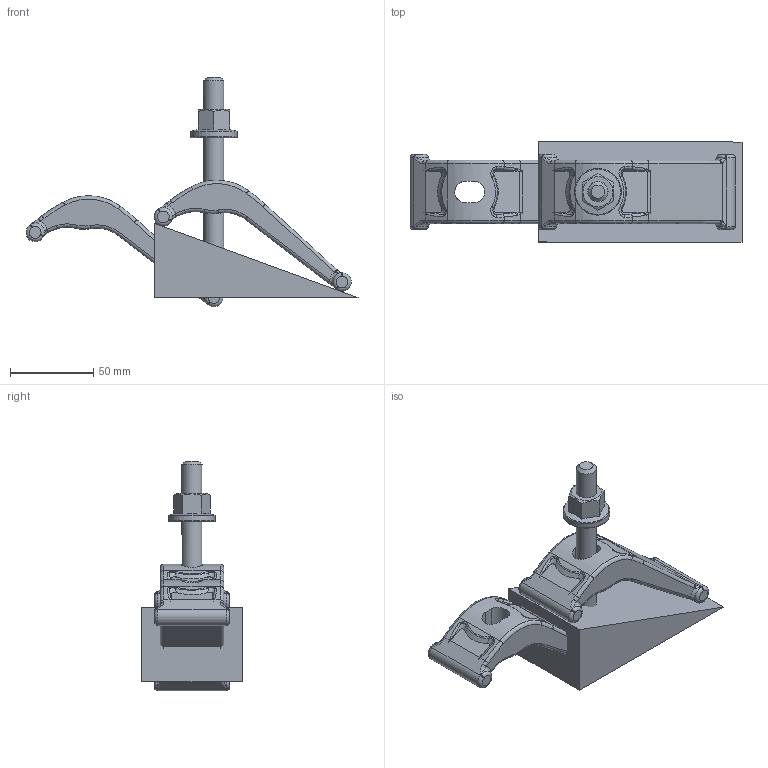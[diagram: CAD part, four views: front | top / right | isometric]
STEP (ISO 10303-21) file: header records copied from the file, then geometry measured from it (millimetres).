
FILE_DESCRIPTION( ( 'Unknown' ), '1' );
FILE_NAME( 'CP20-12125.stp', 'Unknown', ( 'Unknown' ), ( 'Unknown' ), 'XStep 1.0', 'Unknown', ' ' );
FILE_SCHEMA( ( 'CONFIG_CONTROL_DESIGN' ) );
Length unit declared in the file: millimetre
Products named in the file (5): Assem1; 1; 2; 3; 4
Bounding box: 198.96 x 60 x 137.5 mm (x, y, z)
Volume: 504555.8 mm3; surface area: 95585.4 mm2
Topology: 8 solids, 8 shells, 348 faces, 852 edges, 498 vertices
Faces by surface type: bspline 88, cylinder 84, plane 78, torus 64, sphere 24, cone 10
Full cylindrical faces by diameter (mm): 10.25 x2, 12 x2, 28 x2
Entity records: 9614 total; most frequent: CARTESIAN_POINT 5695, ORIENTED_EDGE 804, DIRECTION 729, EDGE_CURVE 402, AXIS2_PLACEMENT_3D 310, VERTEX_POINT 245, EDGE_LOOP 187, FACE_OUTER_BOUND 179
